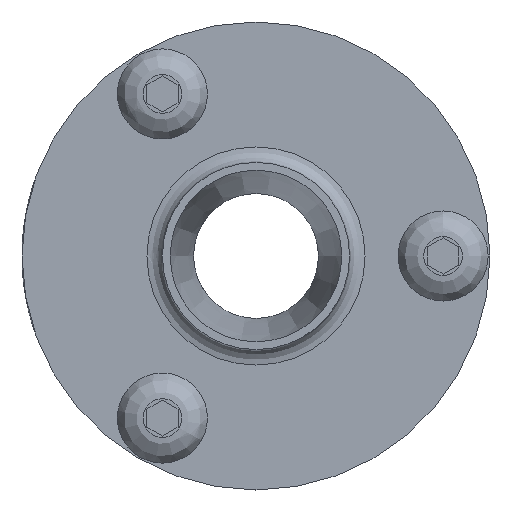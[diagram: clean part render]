
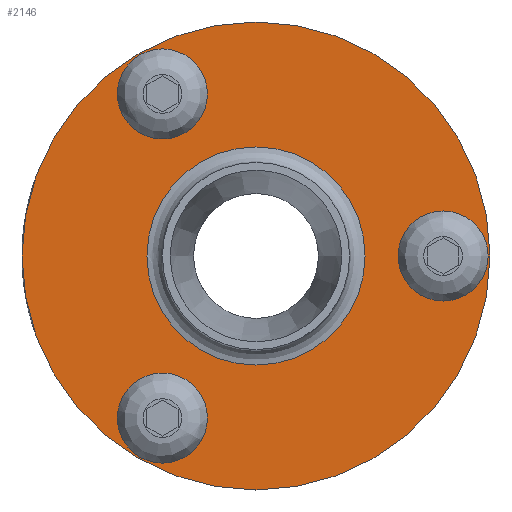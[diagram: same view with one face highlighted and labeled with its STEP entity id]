
A CAD part, left-side view. The second image highlights one B-rep face of the part: STEP entity #2146.
In plain terms, the highlighted planar face has unit normal (-1, 0, 0).
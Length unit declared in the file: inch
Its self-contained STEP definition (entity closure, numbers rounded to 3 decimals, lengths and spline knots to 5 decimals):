
#1893=CARTESIAN_POINT('',(11.8125,8.03217,-0.55491));
#1894=VERTEX_POINT('',#1893);
#1895=CARTESIAN_POINT('',(11.8125,8.08667,-0.6493));
#1896=DIRECTION('',(1.,0.0,0.0));
#1897=DIRECTION('',(0.0,0.5,-0.866));
#1898=AXIS2_PLACEMENT_3D('',#1895,#1896,#1897);
#1899=CIRCLE('',#1898,0.109);
#1900=EDGE_CURVE('',#1894,#1894,#1899,.T.);
#1921=CARTESIAN_POINT('',(11.8125,8.03217,0.55491));
#1922=VERTEX_POINT('',#1921);
#1923=CARTESIAN_POINT('',(11.8125,8.08667,0.6493));
#1924=DIRECTION('',(1.0,0.0,0.0));
#1925=DIRECTION('',(0.0,0.5,0.866));
#1926=AXIS2_PLACEMENT_3D('',#1923,#1924,#1925);
#1927=CIRCLE('',#1926,0.109);
#1928=EDGE_CURVE('',#1922,#1922,#1927,.T.);
#1949=CARTESIAN_POINT('',(11.8125,7.07104,0.));
#1950=VERTEX_POINT('',#1949);
#1951=CARTESIAN_POINT('',(11.8125,6.96204,0.));
#1952=DIRECTION('',(1.0,0.0,0.0));
#1953=DIRECTION('',(0.0,-1.0,0.0));
#1954=AXIS2_PLACEMENT_3D('',#1951,#1952,#1953);
#1955=CIRCLE('',#1954,0.109);
#1956=EDGE_CURVE('',#1950,#1950,#1955,.T.);
#2103=CARTESIAN_POINT('',(11.8125,8.64929,0.0));
#2104=VERTEX_POINT('',#2103);
#2105=CARTESIAN_POINT('',(11.8125,7.71179,0.0));
#2106=DIRECTION('',(-1.0,0.0,0.0));
#2107=DIRECTION('',(0.0,1.0,0.0));
#2108=AXIS2_PLACEMENT_3D('',#2105,#2106,#2107);
#2109=CIRCLE('',#2108,0.9375);
#2110=EDGE_CURVE('',#2104,#2104,#2109,.T.);
#2118=CARTESIAN_POINT('',(11.8125,8.39904,0.0));
#2119=DIRECTION('',(-1.0,0.0,0.0));
#2120=DIRECTION('',(0.0,0.0,1.0));
#2121=AXIS2_PLACEMENT_3D('',#2118,#2119,#2120);
#2122=PLANE('',#2121);
#2123=ORIENTED_EDGE('',*,*,#2110,.T.);
#2124=EDGE_LOOP('',(#2123));
#2125=FACE_OUTER_BOUND('',#2124,.T.);
#2126=ORIENTED_EDGE('',*,*,#1900,.T.);
#2127=EDGE_LOOP('',(#2126));
#2128=FACE_BOUND('',#2127,.T.);
#2129=ORIENTED_EDGE('',*,*,#1928,.T.);
#2130=EDGE_LOOP('',(#2129));
#2131=FACE_BOUND('',#2130,.T.);
#2132=ORIENTED_EDGE('',*,*,#1956,.T.);
#2133=EDGE_LOOP('',(#2132));
#2134=FACE_BOUND('',#2133,.T.);
#2135=CARTESIAN_POINT('',(11.8125,8.14879,0.0));
#2136=VERTEX_POINT('',#2135);
#2137=CARTESIAN_POINT('',(11.8125,7.71179,0.0));
#2138=DIRECTION('',(-1.0,0.0,0.0));
#2139=DIRECTION('',(0.0,1.0,0.0));
#2140=AXIS2_PLACEMENT_3D('',#2137,#2138,#2139);
#2141=CIRCLE('',#2140,0.437);
#2142=EDGE_CURVE('',#2136,#2136,#2141,.T.);
#2143=ORIENTED_EDGE('',*,*,#2142,.F.);
#2144=EDGE_LOOP('',(#2143));
#2145=FACE_BOUND('',#2144,.T.);
#2146=ADVANCED_FACE('',(#2125,#2128,#2131,#2134,#2145),#2122,.T.);
